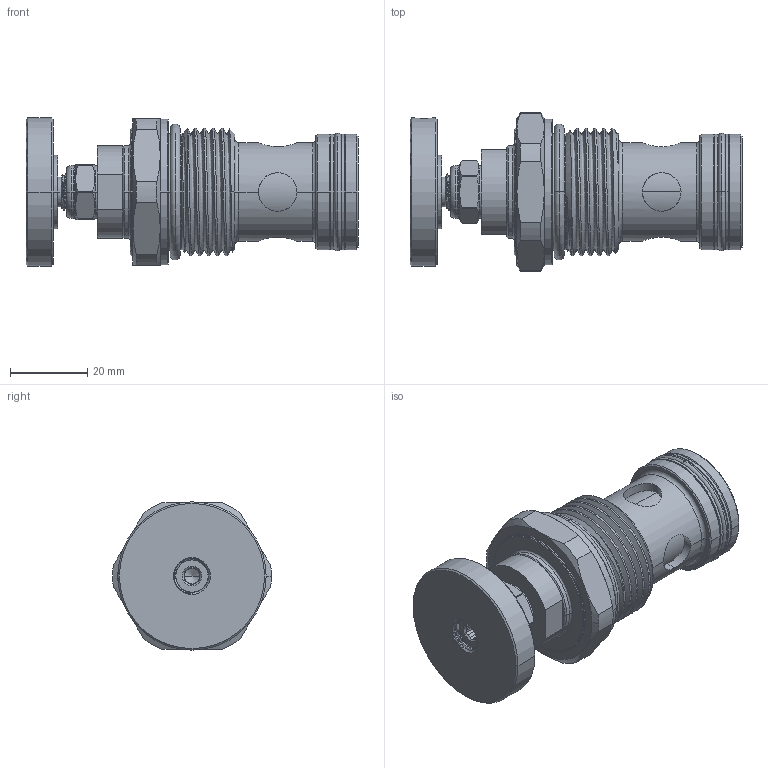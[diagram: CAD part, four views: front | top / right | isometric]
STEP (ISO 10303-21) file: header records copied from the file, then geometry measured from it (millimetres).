
FILE_DESCRIPTION (( 'STEP AP203' ), '1' );
FILE_NAME ('NC21E20-E.STEP', '2020-12-22T02:37:36', ( '' ), ( '' ), 'SwSTEP 2.0', 'SolidWorks 2018', '' );
FILE_SCHEMA (( 'CONFIG_CONTROL_DESIGN' ));
Products named in the file (1): NC21E20-E
Bounding box: 86 x 41.1 x 38.4 mm (x, y, z)
Volume: 55213 mm3; surface area: 17556.5 mm2
Topology: 7 solids, 7 shells, 375 faces, 967 edges, 612 vertices
Faces by surface type: cylinder 179, plane 75, cone 62, bspline 31, torus 28
Entity records: 37027 total; most frequent: CARTESIAN_POINT 28786, ORIENTED_EDGE 1926, DIRECTION 1501, EDGE_CURVE 963, VERTEX_POINT 612, AXIS2_PLACEMENT_3D 601, EDGE_LOOP 397, FACE_OUTER_BOUND 375
